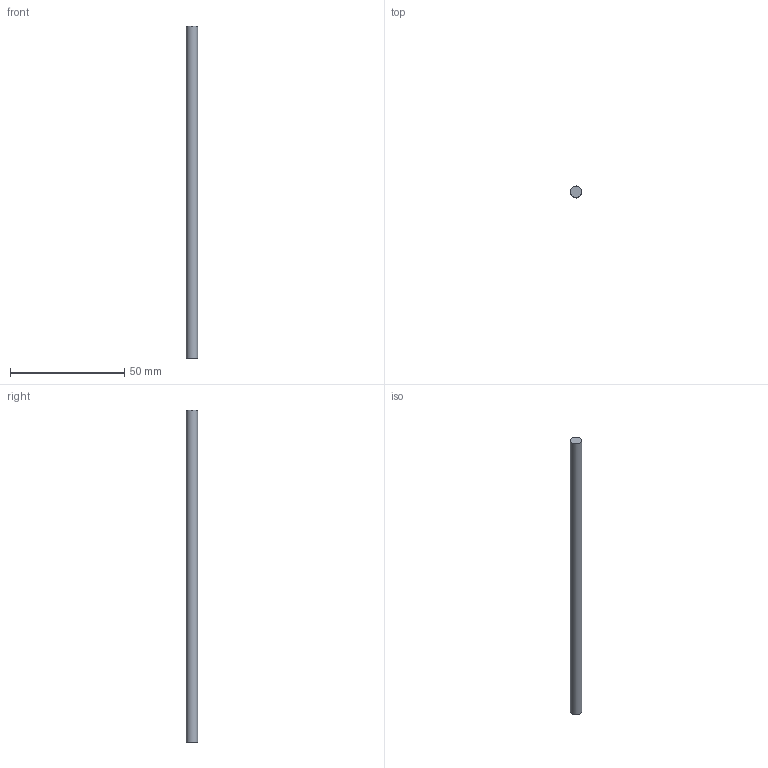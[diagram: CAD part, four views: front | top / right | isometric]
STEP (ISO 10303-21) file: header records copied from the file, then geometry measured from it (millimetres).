
FILE_DESCRIPTION(('STEP AP203'), '1');
FILE_NAME('Øïèëüêà 145', '', ('UNSPECIFIED'), ('UNSPECIFIED'), 'C3D Converter', 'C3D Toolkit', '');
FILE_SCHEMA(('CONFIG_CONTROL_DESIGN'));
Length unit declared in the file: millimetre
Bounding box: 5 x 5 x 145 mm (x, y, z)
Volume: 2847.1 mm3; surface area: 2316.9 mm2
Topology: 1 solids, 1 shells, 3 faces, 3 edges, 2 vertices
Faces by surface type: plane 2, cylinder 1
Full cylindrical faces by diameter (mm): 5 x1
Entity records: 113 total; most frequent: DIRECTION 12, CARTESIAN_POINT 8, AXIS2_PLACEMENT_3D 6, COLOUR_RGB 4, FILL_AREA_STYLE_COLOUR 4, FILL_AREA_STYLE 4, SURFACE_STYLE_FILL_AREA 4, SURFACE_SIDE_STYLE 4
